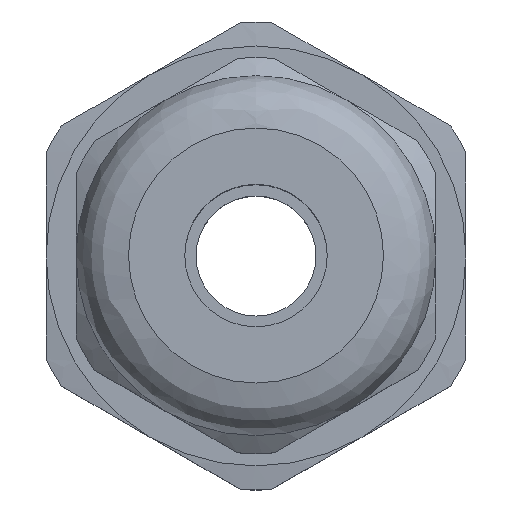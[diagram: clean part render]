
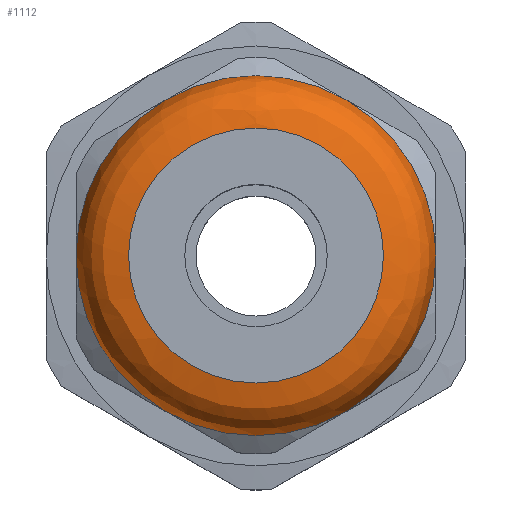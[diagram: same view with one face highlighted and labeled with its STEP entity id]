
A CAD part, top view. The second image highlights one B-rep face of the part: STEP entity #1112.
In plain terms, the highlighted free-form (B-spline) face has degree [2, 2] with [7, 3] control points.
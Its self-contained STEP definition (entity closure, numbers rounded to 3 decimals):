
#951=(
BOUNDED_SURFACE()
B_SPLINE_SURFACE(2,2,((#5871,#5872,#5873),(#5874,#5875,#5876),(#5877,#5878,
#5879),(#5880,#5881,#5882),(#5883,#5884,#5885),(#5886,#5887,#5888),(#5889,
#5890,#5891)),.UNSPECIFIED.,.T.,.F.,.F.)
B_SPLINE_SURFACE_WITH_KNOTS((1,2,2,2,2,1),(3,3),(-0.333,0.,
0.333,0.667,1.,1.333),(0.,1.),
 .UNSPECIFIED.)
GEOMETRIC_REPRESENTATION_ITEM()
RATIONAL_B_SPLINE_SURFACE(((1.,0.707,1.),(0.5,0.354,
0.5),(1.,0.707,1.),(0.5,0.354,0.5),(1.,0.707,
1.),(0.5,0.354,0.5),(1.,0.707,1.)))
REPRESENTATION_ITEM('')
SURFACE()
);
#1112=ADVANCED_FACE('',(#1287,#1288),#951,.T.);
#1287=FACE_BOUND('',#1350,.T.);
#1288=FACE_BOUND('',#1351,.T.);
#1350=EDGE_LOOP('',(#1646));
#1351=EDGE_LOOP('',(#1647));
#1646=ORIENTED_EDGE('',*,*,#2503,.F.);
#1647=ORIENTED_EDGE('',*,*,#2504,.T.);
#2260=VERTEX_POINT('',#5868);
#2261=VERTEX_POINT('',#5870);
#2503=EDGE_CURVE('',#2260,#2260,#2843,.T.);
#2504=EDGE_CURVE('',#2261,#2261,#2844,.T.);
#2843=CIRCLE('',#4048,8.5);
#2844=CIRCLE('',#4049,12.);
#4048=AXIS2_PLACEMENT_3D('',#5867,#4499,#4500);
#4049=AXIS2_PLACEMENT_3D('',#5869,#4501,#4502);
#4499=DIRECTION('',(0.,0.,1.));
#4500=DIRECTION('',(0.,1.,0.));
#4501=DIRECTION('',(0.,0.,1.));
#4502=DIRECTION('',(0.,1.,0.));
#5867=CARTESIAN_POINT('',(0.,0.,28.6));
#5868=CARTESIAN_POINT('',(0.,8.5,28.6));
#5869=CARTESIAN_POINT('',(0.,0.,25.1));
#5870=CARTESIAN_POINT('',(0.,12.,25.1));
#5871=CARTESIAN_POINT('',(0.,12.,25.1));
#5872=CARTESIAN_POINT('',(0.,12.,28.6));
#5873=CARTESIAN_POINT('',(0.,8.5,28.6));
#5874=CARTESIAN_POINT('',(-20.785,12.,25.1));
#5875=CARTESIAN_POINT('',(-20.785,12.,28.6));
#5876=CARTESIAN_POINT('',(-14.722,8.5,28.6));
#5877=CARTESIAN_POINT('',(-10.392,-6.,25.1));
#5878=CARTESIAN_POINT('',(-10.392,-6.,28.6));
#5879=CARTESIAN_POINT('',(-7.361,-4.25,28.6));
#5880=CARTESIAN_POINT('',(0.,-24.,25.1));
#5881=CARTESIAN_POINT('',(0.,-24.,28.6));
#5882=CARTESIAN_POINT('',(0.,-17.,28.6));
#5883=CARTESIAN_POINT('',(10.392,-6.,25.1));
#5884=CARTESIAN_POINT('',(10.392,-6.,28.6));
#5885=CARTESIAN_POINT('',(7.361,-4.25,28.6));
#5886=CARTESIAN_POINT('',(20.785,12.,25.1));
#5887=CARTESIAN_POINT('',(20.785,12.,28.6));
#5888=CARTESIAN_POINT('',(14.722,8.5,28.6));
#5889=CARTESIAN_POINT('',(0.,12.,25.1));
#5890=CARTESIAN_POINT('',(0.,12.,28.6));
#5891=CARTESIAN_POINT('',(0.,8.5,28.6));
